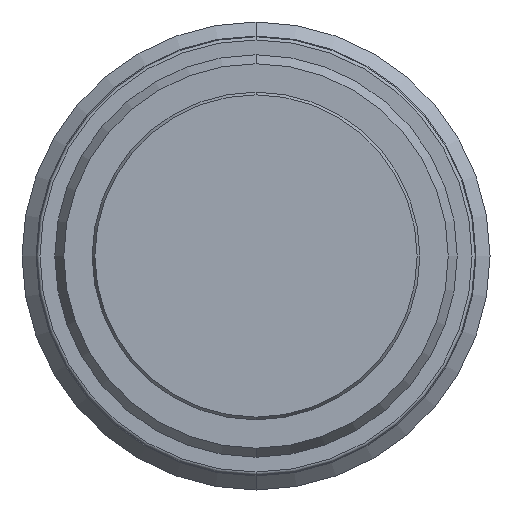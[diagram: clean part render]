
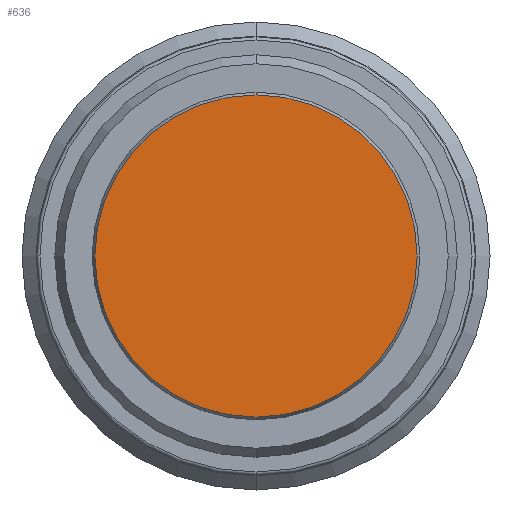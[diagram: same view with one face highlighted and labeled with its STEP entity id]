
A CAD part, front view. The second image highlights one B-rep face of the part: STEP entity #636.
In plain terms, the highlighted planar face has unit normal (0, -1, 0).
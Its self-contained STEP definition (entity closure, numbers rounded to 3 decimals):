
#491=PLANE('',#2153);
#636=ADVANCED_FACE('',(#759),#491,.T.);
#759=FACE_OUTER_BOUND('',#864,.T.);
#864=EDGE_LOOP('',(#1381,#1382));
#1381=ORIENTED_EDGE('',*,*,#1706,.F.);
#1382=ORIENTED_EDGE('',*,*,#1813,.F.);
#1546=VERTEX_POINT('',#2867);
#1547=VERTEX_POINT('',#2868);
#1706=EDGE_CURVE('',#1546,#1547,#1916,.T.);
#1813=EDGE_CURVE('',#1547,#1546,#1961,.T.);
#1916=CIRCLE('',#2062,10.327);
#1961=CIRCLE('',#2151,10.327);
#2062=AXIS2_PLACEMENT_3D('',#2866,#2373,#2374);
#2151=AXIS2_PLACEMENT_3D('',#3149,#2593,#2594);
#2153=AXIS2_PLACEMENT_3D('',#3151,#2597,#2598);
#2373=DIRECTION('',(0.,1.,0.));
#2374=DIRECTION('',(0.,0.,1.));
#2593=DIRECTION('',(0.,1.,0.));
#2594=DIRECTION('',(0.,0.,1.));
#2597=DIRECTION('',(0.,-1.,0.));
#2598=DIRECTION('',(0.,0.,1.));
#2866=CARTESIAN_POINT('',(0.,-2.5,0.));
#2867=CARTESIAN_POINT('',(0.,-2.5,10.327));
#2868=CARTESIAN_POINT('',(0.,-2.5,-10.327));
#3149=CARTESIAN_POINT('',(0.,-2.5,0.));
#3151=CARTESIAN_POINT('',(0.,-2.5,0.));
